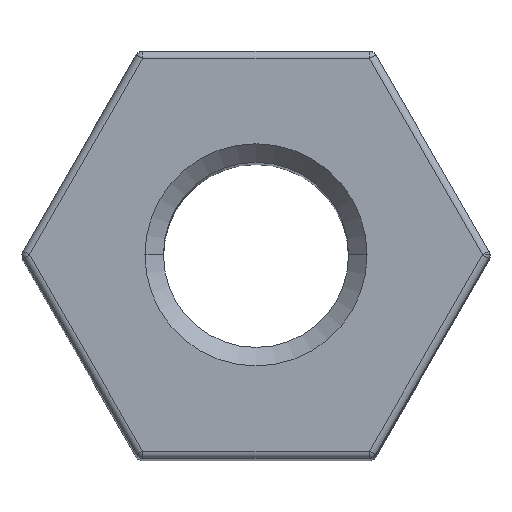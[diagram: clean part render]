
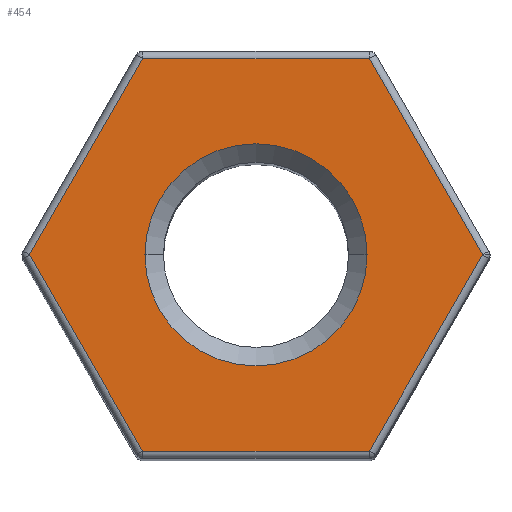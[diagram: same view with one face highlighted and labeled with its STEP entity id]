
A CAD part, top view. The second image highlights one B-rep face of the part: STEP entity #454.
In plain terms, the highlighted planar face has unit normal (0, 0, 1).
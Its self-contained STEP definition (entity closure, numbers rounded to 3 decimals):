
#8 = VECTOR ( 'NONE', #761, 1000. ) ;
#50 = EDGE_CURVE ( 'NONE', #1095, #84, #1122, .T. ) ;
#52 = EDGE_CURVE ( 'NONE', #84, #614, #693, .T. ) ;
#57 = EDGE_CURVE ( 'NONE', #614, #1237, #663, .T. ) ;
#59 = EDGE_CURVE ( 'NONE', #1237, #108, #338, .T. ) ;
#70 = VERTEX_POINT ( 'NONE', #871 ) ;
#73 = EDGE_CURVE ( 'NONE', #108, #892, #1246, .T. ) ;
#75 = EDGE_CURVE ( 'NONE', #892, #1095, #307, .T. ) ;
#81 = EDGE_CURVE ( 'NONE', #146, #70, #261, .T. ) ;
#84 = VERTEX_POINT ( 'NONE', #626 ) ;
#89 = AXIS2_PLACEMENT_3D ( 'NONE', #804, #799, #794 ) ;
#108 = VERTEX_POINT ( 'NONE', #567 ) ;
#137 = ORIENTED_EDGE ( 'NONE', *, *, #81, .T. ) ;
#146 = VERTEX_POINT ( 'NONE', #281 ) ;
#172 = ORIENTED_EDGE ( 'NONE', *, *, #505, .T. ) ;
#199 = FACE_BOUND ( 'NONE', #206, .T. ) ;
#204 = EDGE_LOOP ( 'NONE', ( #1029, #540, #212, #1195, #1006, #792 ) ) ;
#206 = EDGE_LOOP ( 'NONE', ( #172, #137 ) ) ;
#212 = ORIENTED_EDGE ( 'NONE', *, *, #57, .T. ) ;
#261 = CIRCLE ( 'NONE', #89, 1.5 ) ;
#281 = CARTESIAN_POINT ( 'NONE',  ( -1.5, 0., 18. ) ) ;
#288 = CARTESIAN_POINT ( 'NONE',  ( -3.06, 0., 18. ) ) ;
#307 = LINE ( 'NONE', #701, #1081 ) ;
#338 = LINE ( 'NONE', #751, #879 ) ;
#362 = CIRCLE ( 'NONE', #713, 1.5 ) ;
#454 = ADVANCED_FACE ( 'NONE', ( #808, #199 ), #962, .T. ) ;
#496 = DIRECTION ( 'NONE',  ( 0., 0., -1. ) ) ;
#505 = EDGE_CURVE ( 'NONE', #70, #146, #362, .T. ) ;
#540 = ORIENTED_EDGE ( 'NONE', *, *, #52, .T. ) ;
#567 = CARTESIAN_POINT ( 'NONE',  ( 1.53, -2.65, 18. ) ) ;
#614 = VERTEX_POINT ( 'NONE', #288 ) ;
#626 = CARTESIAN_POINT ( 'NONE',  ( -1.53, 2.65, 18. ) ) ;
#663 = LINE ( 'NONE', #785, #8 ) ;
#665 = DIRECTION ( 'NONE',  ( -0.5, 0.866, 0. ) ) ;
#681 = AXIS2_PLACEMENT_3D ( 'NONE', #1039, #881, #1108 ) ;
#693 = LINE ( 'NONE', #842, #1103 ) ;
#701 = CARTESIAN_POINT ( 'NONE',  ( 1.501, 2.7, 18. ) ) ;
#713 = AXIS2_PLACEMENT_3D ( 'NONE', #1056, #496, #1119 ) ;
#719 = DIRECTION ( 'NONE',  ( 0.5, 0.866, 0. ) ) ;
#729 = CARTESIAN_POINT ( 'NONE',  ( 3.089, 0.05, 18. ) ) ;
#736 = DIRECTION ( 'NONE',  ( 1., 0., 0. ) ) ;
#751 = CARTESIAN_POINT ( 'NONE',  ( 1.588, -2.65, 18. ) ) ;
#761 = DIRECTION ( 'NONE',  ( 0.5, -0.866, 0. ) ) ;
#765 = CARTESIAN_POINT ( 'NONE',  ( 3.06, 0., 18. ) ) ;
#774 = CARTESIAN_POINT ( 'NONE',  ( -1.53, -2.65, 18. ) ) ;
#785 = CARTESIAN_POINT ( 'NONE',  ( -1.501, -2.7, 18. ) ) ;
#792 = ORIENTED_EDGE ( 'NONE', *, *, #75, .T. ) ;
#794 = DIRECTION ( 'NONE',  ( 1., 0., 0. ) ) ;
#799 = DIRECTION ( 'NONE',  ( 0., 0., -1. ) ) ;
#804 = CARTESIAN_POINT ( 'NONE',  ( 0., 0., 18. ) ) ;
#808 = FACE_OUTER_BOUND ( 'NONE', #204, .T. ) ;
#842 = CARTESIAN_POINT ( 'NONE',  ( -3.089, -0.05, 18. ) ) ;
#847 = DIRECTION ( 'NONE',  ( -1., 0., 0. ) ) ;
#871 = CARTESIAN_POINT ( 'NONE',  ( 1.5, 0., 18. ) ) ;
#877 = CARTESIAN_POINT ( 'NONE',  ( -1.588, 2.65, 18. ) ) ;
#879 = VECTOR ( 'NONE', #736, 1000. ) ;
#881 = DIRECTION ( 'NONE',  ( 0., 0., 1. ) ) ;
#892 = VERTEX_POINT ( 'NONE', #765 ) ;
#893 = DIRECTION ( 'NONE',  ( -0.5, -0.866, 0. ) ) ;
#901 = VECTOR ( 'NONE', #847, 1000. ) ;
#932 = CARTESIAN_POINT ( 'NONE',  ( 1.53, 2.65, 18. ) ) ;
#962 = PLANE ( 'NONE',  #681 ) ;
#1006 = ORIENTED_EDGE ( 'NONE', *, *, #73, .T. ) ;
#1029 = ORIENTED_EDGE ( 'NONE', *, *, #50, .T. ) ;
#1039 = CARTESIAN_POINT ( 'NONE',  ( 3.175, 0., 18. ) ) ;
#1056 = CARTESIAN_POINT ( 'NONE',  ( 0., 0., 18. ) ) ;
#1062 = VECTOR ( 'NONE', #719, 1000. ) ;
#1081 = VECTOR ( 'NONE', #665, 1000. ) ;
#1095 = VERTEX_POINT ( 'NONE', #932 ) ;
#1103 = VECTOR ( 'NONE', #893, 1000. ) ;
#1108 = DIRECTION ( 'NONE',  ( 1., 0., 0. ) ) ;
#1119 = DIRECTION ( 'NONE',  ( 1., 0., 0. ) ) ;
#1122 = LINE ( 'NONE', #877, #901 ) ;
#1195 = ORIENTED_EDGE ( 'NONE', *, *, #59, .T. ) ;
#1237 = VERTEX_POINT ( 'NONE', #774 ) ;
#1246 = LINE ( 'NONE', #729, #1062 ) ;
